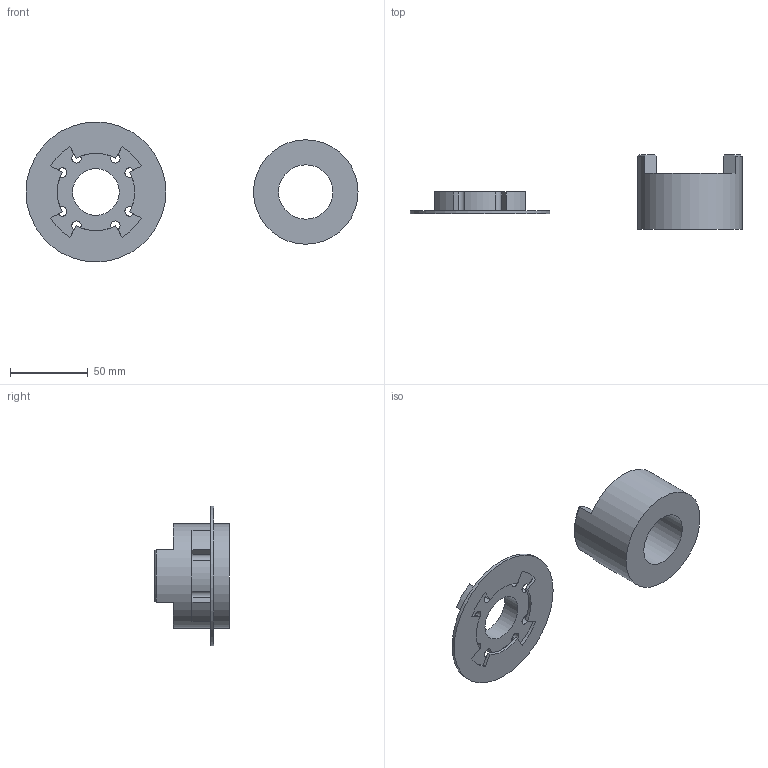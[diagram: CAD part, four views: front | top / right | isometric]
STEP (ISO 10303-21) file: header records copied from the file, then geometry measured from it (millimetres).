
FILE_DESCRIPTION(/* description */ (''),/* implementation_level */ '2;1');
FILE_NAME(/* name */ 'couplings_latest.step',/* time_stamp */ '2020-01-28T12:47:04+01:00',/* author */ (''),/* organization */ (''),/* preprocessor_version */ 'ST-DEVELOPER v18',/* originating_system */ 'Autodesk Translation Framework v8.12.0.6',/* authorisation */ '');
FILE_SCHEMA (('AUTOMOTIVE_DESIGN { 1 0 10303 214 3 1 1 }'));
Length unit declared in the file: millimetre
Products named in the file (2): Couplings - Shredder; coupling
Assembly tree (1 placements, depth 2):
  Couplings - Shredder
    coupling
Bounding box: 213.6 x 48 x 90 mm (x, y, z)
Volume: 126453 mm3; surface area: 35385.4 mm2
Topology: 3 solids, 3 shells, 62 faces, 170 edges, 114 vertices
Faces by surface type: cylinder 30, plane 28, cone 4
Full cylindrical faces by diameter (mm): 30 x1, 35 x1, 67.2 x1, 90 x1
Entity records: 2080 total; most frequent: DIRECTION 370, CARTESIAN_POINT 349, ORIENTED_EDGE 340, EDGE_CURVE 170, AXIS2_PLACEMENT_3D 135, VERTEX_POINT 114, LINE 100, VECTOR 100
